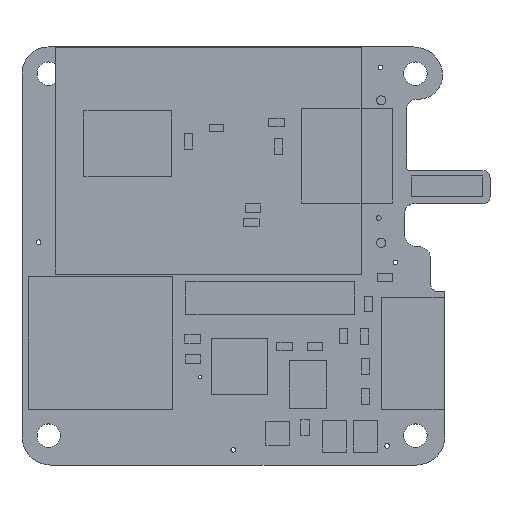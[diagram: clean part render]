
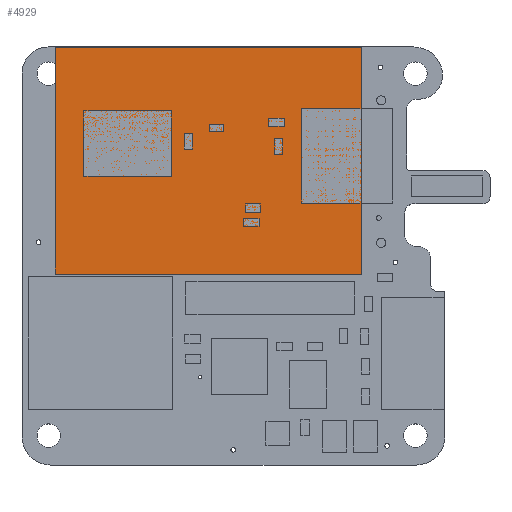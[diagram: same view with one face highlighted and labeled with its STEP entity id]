
A CAD part, top view. The second image highlights one B-rep face of the part: STEP entity #4929.
In plain terms, the highlighted planar face has unit normal (0, 0, 1).
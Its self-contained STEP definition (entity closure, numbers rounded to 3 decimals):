
#521=PLANE('',#5657);
#763=FACE_OUTER_BOUND('',#1217,.T.);
#1217=EDGE_LOOP('',(#4405,#4406,#4407,#4408));
#1571=LINE('',#8358,#1945);
#1574=LINE('',#8364,#1948);
#1577=LINE('',#8370,#1951);
#1580=LINE('',#8374,#1954);
#1945=VECTOR('',#7010,10.);
#1948=VECTOR('',#7015,10.);
#1951=VECTOR('',#7020,10.);
#1954=VECTOR('',#7025,10.);
#2603=VERTEX_POINT('',#8355);
#2604=VERTEX_POINT('',#8357);
#2606=VERTEX_POINT('',#8363);
#2608=VERTEX_POINT('',#8369);
#3203=EDGE_CURVE('',#2604,#2603,#1571,.T.);
#3206=EDGE_CURVE('',#2606,#2604,#1574,.T.);
#3209=EDGE_CURVE('',#2608,#2606,#1577,.T.);
#3212=EDGE_CURVE('',#2603,#2608,#1580,.T.);
#4405=ORIENTED_EDGE('',*,*,#3212,.T.);
#4406=ORIENTED_EDGE('',*,*,#3209,.T.);
#4407=ORIENTED_EDGE('',*,*,#3206,.T.);
#4408=ORIENTED_EDGE('',*,*,#3203,.T.);
#4929=ADVANCED_FACE('',(#763),#521,.T.);
#5657=AXIS2_PLACEMENT_3D('',#8375,#7026,#7027);
#7010=DIRECTION('',(-1.,0.,0.));
#7015=DIRECTION('',(0.,1.,0.));
#7020=DIRECTION('',(1.,0.,0.));
#7025=DIRECTION('',(0.,-1.,0.));
#7026=DIRECTION('center_axis',(0.,0.,1.));
#7027=DIRECTION('ref_axis',(1.,0.,0.));
#8355=CARTESIAN_POINT('',(-12.1,15.425,0.1));
#8357=CARTESIAN_POINT('',(12.1,15.425,0.1));
#8358=CARTESIAN_POINT('',(12.1,15.425,0.1));
#8363=CARTESIAN_POINT('',(12.1,-17.305,0.1));
#8364=CARTESIAN_POINT('',(12.1,-17.305,0.1));
#8369=CARTESIAN_POINT('',(-12.1,-17.305,0.1));
#8370=CARTESIAN_POINT('',(-12.1,-17.305,0.1));
#8374=CARTESIAN_POINT('',(-12.1,15.425,0.1));
#8375=CARTESIAN_POINT('Origin',(0.,-0.94,0.1));
